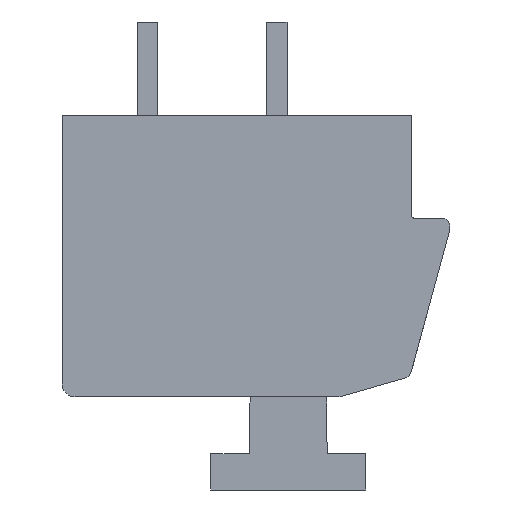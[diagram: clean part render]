
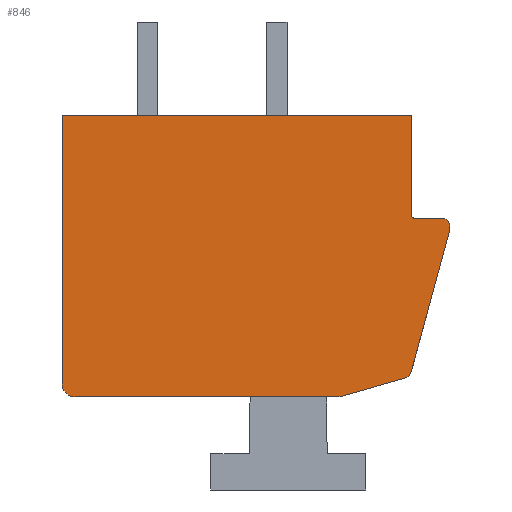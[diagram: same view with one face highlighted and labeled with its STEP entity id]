
A CAD part, front view. The second image highlights one B-rep face of the part: STEP entity #846.
In plain terms, the highlighted planar face has unit normal (0, -1, 0).
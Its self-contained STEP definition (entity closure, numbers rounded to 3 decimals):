
#1=CARTESIAN_POINT('',(7.2,-3.75,1.15));
#2=DIRECTION('',(0.,-1.,0.));
#3=DIRECTION('',(1.,0.,0.));
#4=AXIS2_PLACEMENT_3D('',#1,#2,#3);
#6=DIRECTION('',(0.,0.,-1.));
#7=VECTOR('',#6,0.119);
#8=CARTESIAN_POINT('',(7.5,-3.75,1.15));
#9=LINE('',#8,#7);
#10=DIRECTION('',(0.262,0.,0.965));
#11=VECTOR('',#10,5.739);
#12=CARTESIAN_POINT('',(5.994,-3.75,-4.507));
#13=LINE('',#12,#11);
#14=CARTESIAN_POINT('',(5.705,-3.75,-4.428));
#15=DIRECTION('',(0.,-1.,0.));
#16=DIRECTION('',(0.274,0.,-0.962));
#17=AXIS2_PLACEMENT_3D('',#14,#15,#16);
#19=DIRECTION('',(0.962,0.,0.274));
#20=VECTOR('',#19,2.679);
#21=CARTESIAN_POINT('',(3.21,-3.75,-5.45));
#22=LINE('',#21,#20);
#23=DIRECTION('',(-1.,0.,0.));
#24=VECTOR('',#23,10.21);
#25=CARTESIAN_POINT('',(3.21,-3.75,-5.45));
#26=LINE('',#25,#24);
#27=CARTESIAN_POINT('',(-7.,-3.75,-4.95));
#28=DIRECTION('',(0.,-1.,0.));
#29=DIRECTION('',(-1.,0.,0.));
#30=AXIS2_PLACEMENT_3D('',#27,#28,#29);
#32=DIRECTION('',(0.,0.,1.));
#33=VECTOR('',#32,10.4);
#34=CARTESIAN_POINT('',(-7.5,-3.75,-4.95));
#35=LINE('',#34,#33);
#36=DIRECTION('',(1.,0.,0.));
#37=VECTOR('',#36,13.5);
#38=CARTESIAN_POINT('',(-7.5,-3.75,5.45));
#39=LINE('',#38,#37);
#40=DIRECTION('',(0.,0.,-1.));
#41=VECTOR('',#40,3.85);
#42=CARTESIAN_POINT('',(6.,-3.75,5.45));
#43=LINE('',#42,#41);
#44=DIRECTION('',(1.,0.,0.));
#45=VECTOR('',#44,1.05);
#46=CARTESIAN_POINT('',(6.15,-3.75,1.45));
#47=LINE('',#46,#45);
#60=CARTESIAN_POINT('',(6.15,-3.75,1.6));
#61=DIRECTION('',(0.,1.,0.));
#62=DIRECTION('',(0.,0.,-1.));
#63=AXIS2_PLACEMENT_3D('',#60,#61,#62);
#649=CARTESIAN_POINT('',(-7.5,-3.75,5.45));
#650=CARTESIAN_POINT('',(6.,-3.75,5.45));
#651=VERTEX_POINT('',#649);
#652=VERTEX_POINT('',#650);
#653=CARTESIAN_POINT('',(6.,-3.75,1.6));
#654=VERTEX_POINT('',#653);
#655=CARTESIAN_POINT('',(6.15,-3.75,1.45));
#656=VERTEX_POINT('',#655);
#657=CARTESIAN_POINT('',(7.5,-3.75,1.15));
#658=CARTESIAN_POINT('',(7.2,-3.75,1.45));
#659=VERTEX_POINT('',#657);
#660=VERTEX_POINT('',#658);
#661=CARTESIAN_POINT('',(5.787,-3.75,-4.716));
#662=CARTESIAN_POINT('',(5.994,-3.75,-4.507));
#663=VERTEX_POINT('',#661);
#664=VERTEX_POINT('',#662);
#665=CARTESIAN_POINT('',(-7.5,-3.75,-4.95));
#666=CARTESIAN_POINT('',(-7.,-3.75,-5.45));
#667=VERTEX_POINT('',#665);
#668=VERTEX_POINT('',#666);
#669=CARTESIAN_POINT('',(3.21,-3.75,-5.45));
#670=VERTEX_POINT('',#669);
#671=CARTESIAN_POINT('',(7.5,-3.75,1.031));
#672=VERTEX_POINT('',#671);
#815=CARTESIAN_POINT('',(0.,-3.75,0.));
#816=DIRECTION('',(0.,1.,0.));
#817=DIRECTION('',(1.,0.,0.));
#818=AXIS2_PLACEMENT_3D('',#815,#816,#817);
#819=PLANE('',#818);
#821=ORIENTED_EDGE('',*,*,#820,.F.);
#823=ORIENTED_EDGE('',*,*,#822,.T.);
#825=ORIENTED_EDGE('',*,*,#824,.F.);
#827=ORIENTED_EDGE('',*,*,#826,.F.);
#829=ORIENTED_EDGE('',*,*,#828,.F.);
#831=ORIENTED_EDGE('',*,*,#830,.T.);
#833=ORIENTED_EDGE('',*,*,#832,.F.);
#835=ORIENTED_EDGE('',*,*,#834,.T.);
#837=ORIENTED_EDGE('',*,*,#836,.T.);
#839=ORIENTED_EDGE('',*,*,#838,.T.);
#841=ORIENTED_EDGE('',*,*,#840,.F.);
#843=ORIENTED_EDGE('',*,*,#842,.T.);
#844=EDGE_LOOP('',(#821,#823,#825,#827,#829,#831,#833,#835,#837,#839,#841,
#843));
#845=FACE_OUTER_BOUND('',#844,.F.);
#846=ADVANCED_FACE('',(#845),#819,.F.);
#5=CIRCLE('',#4,0.3);
#18=CIRCLE('',#17,0.3);
#31=CIRCLE('',#30,0.5);
#64=CIRCLE('',#63,0.15);
#820=EDGE_CURVE('',#659,#660,#5,.T.);
#822=EDGE_CURVE('',#659,#672,#9,.T.);
#824=EDGE_CURVE('',#664,#672,#13,.T.);
#826=EDGE_CURVE('',#663,#664,#18,.T.);
#828=EDGE_CURVE('',#670,#663,#22,.T.);
#830=EDGE_CURVE('',#670,#668,#26,.T.);
#832=EDGE_CURVE('',#667,#668,#31,.T.);
#834=EDGE_CURVE('',#667,#651,#35,.T.);
#836=EDGE_CURVE('',#651,#652,#39,.T.);
#838=EDGE_CURVE('',#652,#654,#43,.T.);
#840=EDGE_CURVE('',#656,#654,#64,.T.);
#842=EDGE_CURVE('',#656,#660,#47,.T.);
